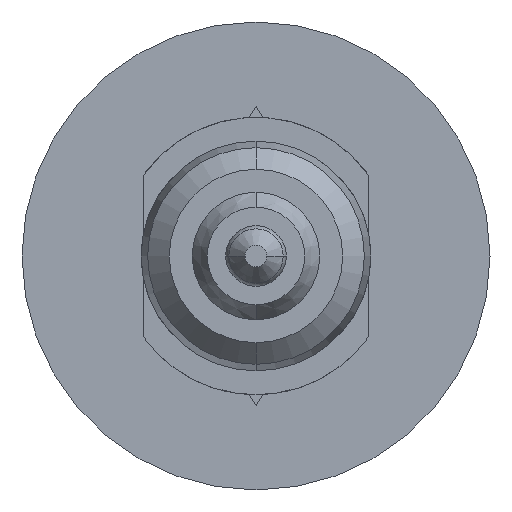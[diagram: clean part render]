
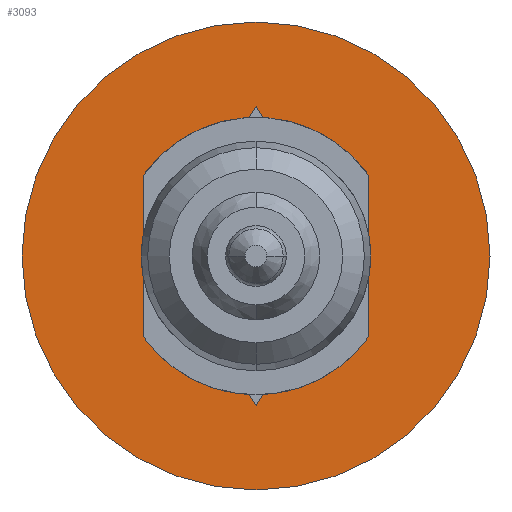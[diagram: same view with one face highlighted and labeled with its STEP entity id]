
A CAD part, front view. The second image highlights one B-rep face of the part: STEP entity #3093.
In plain terms, the highlighted planar face has unit normal (0, -1, 0).
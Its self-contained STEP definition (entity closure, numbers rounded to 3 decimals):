
#50 = VECTOR ( 'NONE', #4448, 1000. ) ;
#138 = VERTEX_POINT ( 'NONE', #1721 ) ;
#153 = DIRECTION ( 'NONE',  ( 0., 0., -1. ) ) ;
#163 = EDGE_CURVE ( 'Defeature ausgef�hrt2_42+Defeature ausgef�hrt2_39+Defeature ausgef�hrt2_43+Defeature ausgef�hrt2_45', #3304, #3596, #3295, .T. ) ;
#242 = VECTOR ( 'NONE', #3800, 1000. ) ;
#244 = CARTESIAN_POINT ( 'NONE',  ( 0., 33.4, -1.728 ) ) ;
#405 = VERTEX_POINT ( 'NONE', #1412 ) ;
#482 = DIRECTION ( 'NONE',  ( 0., -1., 0. ) ) ;
#501 = CARTESIAN_POINT ( 'NONE',  ( 0., 33.4, 0. ) ) ;
#566 = EDGE_CURVE ( 'Defeature ausgef�hrt2_39+Defeature ausgef�hrt2_48+Defeature ausgef�hrt2_48+Defeature ausgef�hrt2_48', #138, #405, #970, .T. ) ;
#645 = EDGE_CURVE ( 'Defeature ausgef�hrt2_39+Defeature ausgef�hrt2_48+Defeature ausgef�hrt2_48+Defeature ausgef�hrt2_48', #405, #138, #3909, .T. ) ;
#835 = CARTESIAN_POINT ( 'NONE',  ( 0., 33.4, -1.728 ) ) ;
#890 = FACE_BOUND ( 'NONE', #3845, .T. ) ;
#892 = EDGE_CURVE ( 'Defeature ausgef�hrt2_43+Defeature ausgef�hrt2_39+Defeature ausgef�hrt2_44+Defeature ausgef�hrt2_42', #1072, #3304, #1367, .T. ) ;
#912 = LINE ( 'NONE', #2702, #2257 ) ;
#970 = CIRCLE ( 'NONE', #4170, 2.7 ) ;
#1072 = VERTEX_POINT ( 'NONE', #244 ) ;
#1367 = LINE ( 'NONE', #835, #50 ) ;
#1412 = CARTESIAN_POINT ( 'NONE',  ( -2.7, 33.4, 0. ) ) ;
#1510 = FACE_OUTER_BOUND ( 'NONE', #3332, .T. ) ;
#1529 = EDGE_CURVE ( 'Defeature ausgef�hrt2_45+Defeature ausgef�hrt2_39+Defeature ausgef�hrt2_42+Defeature ausgef�hrt2_44', #3596, #1710, #912, .T. ) ;
#1710 = VERTEX_POINT ( 'NONE', #3092 ) ;
#1721 = CARTESIAN_POINT ( 'NONE',  ( 2.7, 33.4, 0. ) ) ;
#1931 = CARTESIAN_POINT ( 'NONE',  ( 0., 33.4, 0. ) ) ;
#2257 = VECTOR ( 'NONE', #2670, 1000. ) ;
#2395 = EDGE_CURVE ( 'Defeature ausgef�hrt2_44+Defeature ausgef�hrt2_39+Defeature ausgef�hrt2_45+Defeature ausgef�hrt2_43', #1710, #1072, #2474, .T. ) ;
#2468 = ORIENTED_EDGE ( 'NONE', *, *, #163, .F. ) ;
#2474 = LINE ( 'NONE', #2530, #4294 ) ;
#2530 = CARTESIAN_POINT ( 'NONE',  ( -1.08, 33.4, 0. ) ) ;
#2554 = AXIS2_PLACEMENT_3D ( 'NONE', #1931, #2622, #3034 ) ;
#2608 = ORIENTED_EDGE ( 'NONE', *, *, #645, .T. ) ;
#2622 = DIRECTION ( 'NONE',  ( 0., -1., 0. ) ) ;
#2670 = DIRECTION ( 'NONE',  ( -0.53, 0., -0.848 ) ) ;
#2702 = CARTESIAN_POINT ( 'NONE',  ( 0., 33.4, 1.728 ) ) ;
#2938 = DIRECTION ( 'NONE',  ( 0., 0., -1. ) ) ;
#3034 = DIRECTION ( 'NONE',  ( 0., 0., -1. ) ) ;
#3092 = CARTESIAN_POINT ( 'NONE',  ( -1.08, 33.4, 0. ) ) ;
#3093 = ADVANCED_FACE ( 'Defeature ausgef�hrt2_39', ( #890, #1510 ), #3708, .T. ) ;
#3161 = CARTESIAN_POINT ( 'NONE',  ( 1.08, 33.4, 0. ) ) ;
#3295 = LINE ( 'NONE', #4545, #242 ) ;
#3304 = VERTEX_POINT ( 'NONE', #3161 ) ;
#3332 = EDGE_LOOP ( 'NONE', ( #2608, #3638 ) ) ;
#3384 = ORIENTED_EDGE ( 'NONE', *, *, #892, .F. ) ;
#3596 = VERTEX_POINT ( 'NONE', #4019 ) ;
#3638 = ORIENTED_EDGE ( 'NONE', *, *, #566, .T. ) ;
#3708 = PLANE ( 'NONE',  #3926 ) ;
#3800 = DIRECTION ( 'NONE',  ( -0.53, 0., 0.848 ) ) ;
#3845 = EDGE_LOOP ( 'NONE', ( #3384, #4207, #4386, #2468 ) ) ;
#3909 = CIRCLE ( 'NONE', #2554, 2.7 ) ;
#3926 = AXIS2_PLACEMENT_3D ( 'NONE', #501, #482, #153 ) ;
#4019 = CARTESIAN_POINT ( 'NONE',  ( 0., 33.4, 1.728 ) ) ;
#4037 = DIRECTION ( 'NONE',  ( 0.53, 0., -0.848 ) ) ;
#4052 = CARTESIAN_POINT ( 'NONE',  ( 0., 33.4, 0. ) ) ;
#4170 = AXIS2_PLACEMENT_3D ( 'NONE', #4052, #4353, #2938 ) ;
#4207 = ORIENTED_EDGE ( 'NONE', *, *, #2395, .F. ) ;
#4294 = VECTOR ( 'NONE', #4037, 1000. ) ;
#4353 = DIRECTION ( 'NONE',  ( 0., -1., 0. ) ) ;
#4386 = ORIENTED_EDGE ( 'NONE', *, *, #1529, .F. ) ;
#4448 = DIRECTION ( 'NONE',  ( 0.53, 0., 0.848 ) ) ;
#4545 = CARTESIAN_POINT ( 'NONE',  ( 1.08, 33.4, 0. ) ) ;
